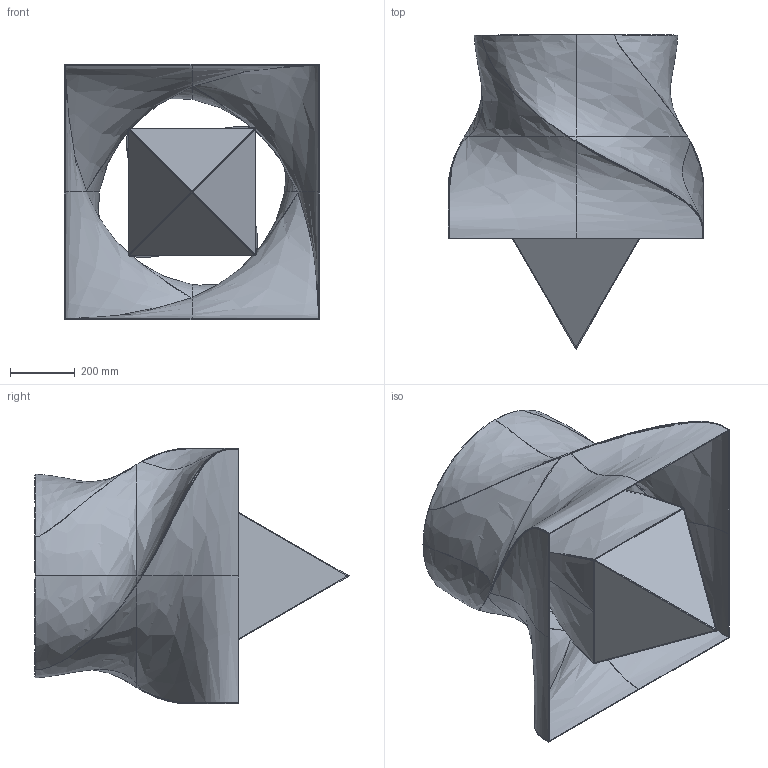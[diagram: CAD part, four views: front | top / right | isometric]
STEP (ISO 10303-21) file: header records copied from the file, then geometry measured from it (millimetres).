
FILE_DESCRIPTION(/* description */ (''),/* implementation_level */ '2;1');
FILE_NAME(/* name */ '5_16 Twist Sheet Model v4.step',/* time_stamp */ '2022-09-28T09:29:33+02:00',/* author */ (''),/* organization */ (''),/* preprocessor_version */ 'ST-DEVELOPER v19',/* originating_system */ 'Autodesk Translation Framework v11.7.0.108',/* authorisation */ '');
FILE_SCHEMA (('AUTOMOTIVE_DESIGN { 1 0 10303 214 3 1 1 }'));
Length unit declared in the file: millimetre
Products named in the file (1): 5_16 Twist Sheet Model
Bounding box: 791.56 x 972.46 x 791.56 mm (x, y, z)
Volume: 8031505.4 mm3; surface area: 5444956.8 mm2
Topology: 16 solids, 16 shells, 208 faces, 486 edges, 296 vertices
Faces by surface type: bspline 152, plane 56
Entity records: 17201 total; most frequent: CARTESIAN_POINT 13732, ORIENTED_EDGE 960, EDGE_CURVE 480, B_SPLINE_CURVE_WITH_KNOTS 396, VERTEX_POINT 296, FACE_OUTER_BOUND 208, EDGE_LOOP 208, ADVANCED_FACE 208
